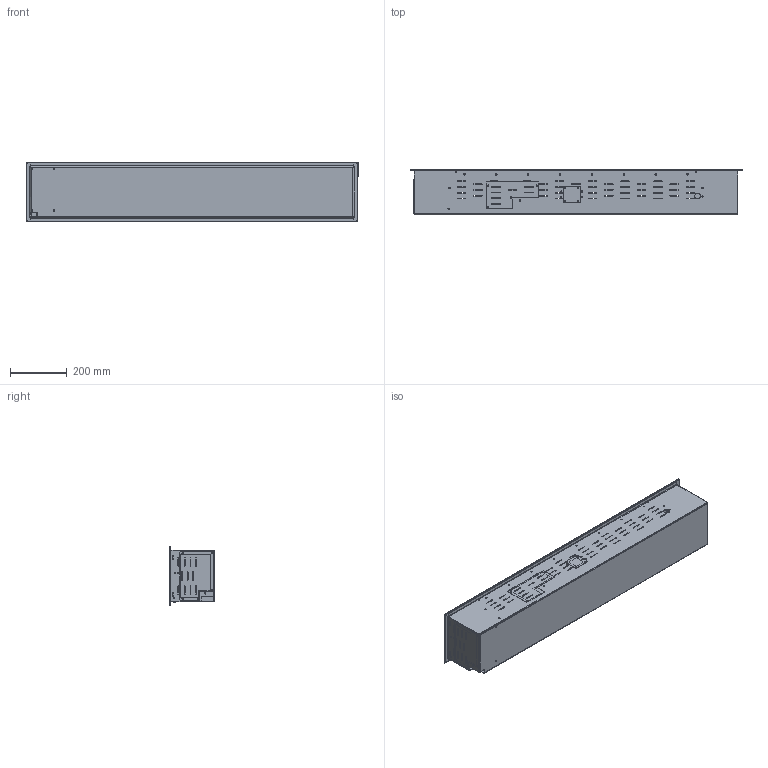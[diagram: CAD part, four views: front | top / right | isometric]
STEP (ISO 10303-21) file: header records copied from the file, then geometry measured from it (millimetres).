
FILE_DESCRIPTION (( 'STEP AP203' ), '1' );
FILE_NAME ('PJ00153-O-04-C. EVO PLUS 800.STEP', '2019-02-27T15:54:02', ( '' ), ( '' ), 'SwSTEP 2.0', 'SolidWorks 2019', '' );
FILE_SCHEMA (( 'CONFIG_CONTROL_DESIGN' ));
Products named in the file (1): PJ00153-O-04-C. EVO PLUS 800
Bounding box: 1166 x 160 x 210 mm (x, y, z)
Volume: 2051240.5 mm3; surface area: 2379903.4 mm2
Topology: 66 solids, 66 shells, 2858 faces, 7843 edges, 5085 vertices
Faces by surface type: plane 1623, cylinder 1143, bspline 42, cone 25, torus 24, sphere 1
Full cylindrical faces by diameter (mm): 2 x3, 3 x4, 3.3 x13, 3.5 x6, 3.7 x4, 4 x36, 4.2 x18, 4.3 x13, 4.5 x18, 5 x55, 5.3 x19, 5.5 x2, 6 x14, 6.1 x4, 6.25 x2, 6.4 x2, 6.5 x13, 6.9 x1, 7 x4, 7.3 x2, 8 x4, 10 x1, 10.2 x2, 13 x2, 20 x1, 25 x1
Entity records: 91617 total; most frequent: CARTESIAN_POINT 17814, DIRECTION 15128, ORIENTED_EDGE 14872, EDGE_CURVE 7436, AXIS2_PLACEMENT_3D 5061, VECTOR 5006, LINE 5006, VERTEX_POINT 4973
